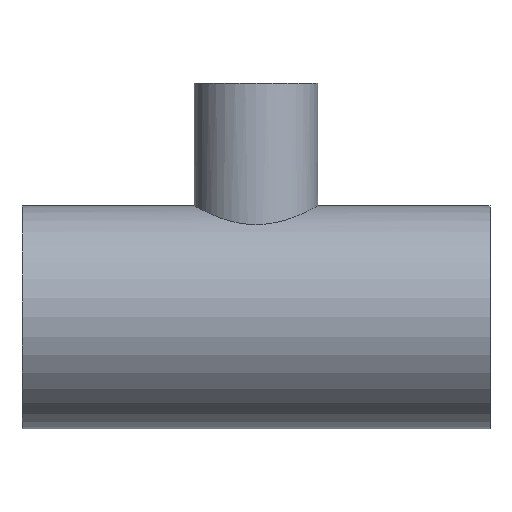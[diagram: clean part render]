
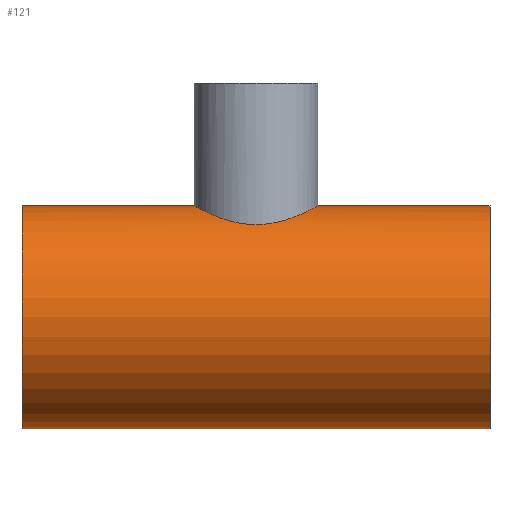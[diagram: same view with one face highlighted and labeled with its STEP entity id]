
A CAD part, front view. The second image highlights one B-rep face of the part: STEP entity #121.
In plain terms, the highlighted cylindrical face has radius 57.15 mm (diameter 114.3 mm), a full revolution.
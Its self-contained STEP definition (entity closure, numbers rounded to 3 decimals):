
#21=FACE_BOUND('',#39,.T.);
#28=FACE_OUTER_BOUND('',#38,.T.);
#38=EDGE_LOOP('',(#104,#105,#106,#107));
#39=EDGE_LOOP('',(#108,#109));
#46=CIRCLE('',#152,57.15);
#47=CIRCLE('',#154,57.15);
#51=LINE('',#350,#55);
#55=VECTOR('',#185,57.15);
#58=B_SPLINE_CURVE_WITH_KNOTS('',3,(#275,#276,#277,#278,#279,#280,#281,
#282,#283,#284,#285,#286,#287,#288,#289,#290,#291,#292),.UNSPECIFIED.,.F.,
 .F.,(4,2,2,2,2,2,2,2,4),(0.,0.615,1.23,1.845,
2.46,3.072,3.685,4.297,4.909),
 .UNSPECIFIED.);
#59=B_SPLINE_CURVE_WITH_KNOTS('',3,(#293,#294,#295,#296,#297,#298,#299,
#300,#301,#302,#303,#304,#305,#306,#307,#308,#309,#310,#311,#312,#313,#314,
#315,#316,#317,#318,#319,#320,#321,#322,#323,#324,#325,#326,#327,#328,#329,
#330,#331,#332,#333,#334,#335,#336,#337,#338,#339,#340,#341,#342),
 .UNSPECIFIED.,.F.,.F.,(4,2,2,2,2,2,2,2,2,2,2,2,2,2,2,2,2,2,2,2,2,2,2,2,
4),(4.909,5.522,6.134,6.746,
7.358,7.973,8.589,9.204,9.819,
10.434,11.049,11.664,12.279,12.891,
13.503,14.116,14.728,15.34,15.952,
16.565,17.177,17.792,18.407,19.022,
19.637),.UNSPECIFIED.);
#66=VERTEX_POINT('',#272);
#67=VERTEX_POINT('',#274);
#68=VERTEX_POINT('',#345);
#69=VERTEX_POINT('',#348);
#79=EDGE_CURVE('',#67,#66,#58,.T.);
#80=EDGE_CURVE('',#66,#67,#59,.T.);
#81=EDGE_CURVE('',#68,#68,#46,.T.);
#82=EDGE_CURVE('',#69,#69,#47,.T.);
#83=EDGE_CURVE('',#69,#68,#51,.T.);
#104=ORIENTED_EDGE('',*,*,#82,.F.);
#105=ORIENTED_EDGE('',*,*,#83,.T.);
#106=ORIENTED_EDGE('',*,*,#81,.F.);
#107=ORIENTED_EDGE('',*,*,#83,.F.);
#108=ORIENTED_EDGE('',*,*,#79,.T.);
#109=ORIENTED_EDGE('',*,*,#80,.T.);
#115=CYLINDRICAL_SURFACE('',#153,57.15);
#121=ADVANCED_FACE('',(#28,#21),#115,.T.);
#152=AXIS2_PLACEMENT_3D('',#346,#179,#180);
#153=AXIS2_PLACEMENT_3D('',#347,#181,#182);
#154=AXIS2_PLACEMENT_3D('',#349,#183,#184);
#179=DIRECTION('center_axis',(-1.,0.,0.));
#180=DIRECTION('ref_axis',(0.,1.,0.));
#181=DIRECTION('center_axis',(1.,0.,0.));
#182=DIRECTION('ref_axis',(0.,1.,0.));
#183=DIRECTION('center_axis',(1.,0.,0.));
#184=DIRECTION('ref_axis',(0.,1.,0.));
#185=DIRECTION('',(-1.,0.,0.));
#272=CARTESIAN_POINT('',(-31.75,0.,57.15));
#274=CARTESIAN_POINT('',(0.,-31.75,47.519));
#275=CARTESIAN_POINT('Ctrl Pts',(0.,-31.75,47.519));
#276=CARTESIAN_POINT('Ctrl Pts',(-2.05,-31.75,47.519));
#277=CARTESIAN_POINT('Ctrl Pts',(-4.15,-31.548,47.656));
#278=CARTESIAN_POINT('Ctrl Pts',(-8.29,-30.721,48.193));
#279=CARTESIAN_POINT('Ctrl Pts',(-10.332,-30.096,48.593));
#280=CARTESIAN_POINT('Ctrl Pts',(-14.223,-28.465,49.566));
#281=CARTESIAN_POINT('Ctrl Pts',(-16.076,-27.457,50.139));
#282=CARTESIAN_POINT('Ctrl Pts',(-19.496,-25.144,51.338));
#283=CARTESIAN_POINT('Ctrl Pts',(-21.063,-23.838,51.963));
#284=CARTESIAN_POINT('Ctrl Pts',(-23.832,-21.069,53.146));
#285=CARTESIAN_POINT('Ctrl Pts',(-25.137,-19.505,53.748));
#286=CARTESIAN_POINT('Ctrl Pts',(-27.452,-16.084,54.869));
#287=CARTESIAN_POINT('Ctrl Pts',(-28.463,-14.227,55.387));
#288=CARTESIAN_POINT('Ctrl Pts',(-30.098,-10.327,56.245));
#289=CARTESIAN_POINT('Ctrl Pts',(-30.724,-8.28,56.585));
#290=CARTESIAN_POINT('Ctrl Pts',(-31.55,-4.138,57.038));
#291=CARTESIAN_POINT('Ctrl Pts',(-31.75,-2.041,57.15));
#292=CARTESIAN_POINT('Ctrl Pts',(-31.75,0.,57.15));
#293=CARTESIAN_POINT('Ctrl Pts',(-31.75,0.,57.15));
#294=CARTESIAN_POINT('Ctrl Pts',(-31.75,2.041,57.15));
#295=CARTESIAN_POINT('Ctrl Pts',(-31.55,4.138,57.038));
#296=CARTESIAN_POINT('Ctrl Pts',(-30.724,8.28,56.585));
#297=CARTESIAN_POINT('Ctrl Pts',(-30.098,10.327,56.245));
#298=CARTESIAN_POINT('Ctrl Pts',(-28.463,14.227,55.387));
#299=CARTESIAN_POINT('Ctrl Pts',(-27.452,16.084,54.869));
#300=CARTESIAN_POINT('Ctrl Pts',(-25.137,19.505,53.748));
#301=CARTESIAN_POINT('Ctrl Pts',(-23.832,21.069,53.146));
#302=CARTESIAN_POINT('Ctrl Pts',(-21.063,23.838,51.963));
#303=CARTESIAN_POINT('Ctrl Pts',(-19.496,25.144,51.338));
#304=CARTESIAN_POINT('Ctrl Pts',(-16.076,27.457,50.139));
#305=CARTESIAN_POINT('Ctrl Pts',(-14.223,28.465,49.566));
#306=CARTESIAN_POINT('Ctrl Pts',(-10.332,30.096,48.593));
#307=CARTESIAN_POINT('Ctrl Pts',(-8.29,30.721,48.193));
#308=CARTESIAN_POINT('Ctrl Pts',(-4.15,31.548,47.656));
#309=CARTESIAN_POINT('Ctrl Pts',(-2.05,31.75,47.519));
#310=CARTESIAN_POINT('Ctrl Pts',(2.05,31.75,47.519));
#311=CARTESIAN_POINT('Ctrl Pts',(4.15,31.548,47.656));
#312=CARTESIAN_POINT('Ctrl Pts',(8.29,30.721,48.193));
#313=CARTESIAN_POINT('Ctrl Pts',(10.332,30.096,48.593));
#314=CARTESIAN_POINT('Ctrl Pts',(14.223,28.465,49.566));
#315=CARTESIAN_POINT('Ctrl Pts',(16.076,27.457,50.139));
#316=CARTESIAN_POINT('Ctrl Pts',(19.496,25.144,51.338));
#317=CARTESIAN_POINT('Ctrl Pts',(21.063,23.838,51.963));
#318=CARTESIAN_POINT('Ctrl Pts',(23.832,21.069,53.146));
#319=CARTESIAN_POINT('Ctrl Pts',(25.137,19.505,53.748));
#320=CARTESIAN_POINT('Ctrl Pts',(27.452,16.084,54.869));
#321=CARTESIAN_POINT('Ctrl Pts',(28.463,14.227,55.387));
#322=CARTESIAN_POINT('Ctrl Pts',(30.098,10.327,56.245));
#323=CARTESIAN_POINT('Ctrl Pts',(30.724,8.28,56.585));
#324=CARTESIAN_POINT('Ctrl Pts',(31.55,4.138,57.038));
#325=CARTESIAN_POINT('Ctrl Pts',(31.75,2.041,57.15));
#326=CARTESIAN_POINT('Ctrl Pts',(31.75,-2.041,57.15));
#327=CARTESIAN_POINT('Ctrl Pts',(31.55,-4.138,57.038));
#328=CARTESIAN_POINT('Ctrl Pts',(30.724,-8.28,56.585));
#329=CARTESIAN_POINT('Ctrl Pts',(30.098,-10.327,56.245));
#330=CARTESIAN_POINT('Ctrl Pts',(28.463,-14.227,55.387));
#331=CARTESIAN_POINT('Ctrl Pts',(27.452,-16.084,54.869));
#332=CARTESIAN_POINT('Ctrl Pts',(25.137,-19.505,53.748));
#333=CARTESIAN_POINT('Ctrl Pts',(23.832,-21.069,53.146));
#334=CARTESIAN_POINT('Ctrl Pts',(21.063,-23.838,51.963));
#335=CARTESIAN_POINT('Ctrl Pts',(19.496,-25.144,51.338));
#336=CARTESIAN_POINT('Ctrl Pts',(16.076,-27.457,50.139));
#337=CARTESIAN_POINT('Ctrl Pts',(14.223,-28.465,49.566));
#338=CARTESIAN_POINT('Ctrl Pts',(10.332,-30.096,48.593));
#339=CARTESIAN_POINT('Ctrl Pts',(8.29,-30.721,48.193));
#340=CARTESIAN_POINT('Ctrl Pts',(4.15,-31.548,47.656));
#341=CARTESIAN_POINT('Ctrl Pts',(2.05,-31.75,47.519));
#342=CARTESIAN_POINT('Ctrl Pts',(0.,-31.75,47.519));
#345=CARTESIAN_POINT('',(-120.,-57.15,0.));
#346=CARTESIAN_POINT('Origin',(-120.,0.,0.));
#347=CARTESIAN_POINT('Origin',(0.,0.,0.));
#348=CARTESIAN_POINT('',(120.,-57.15,0.));
#349=CARTESIAN_POINT('Origin',(120.,0.,0.));
#350=CARTESIAN_POINT('',(0.,-57.15,0.));
